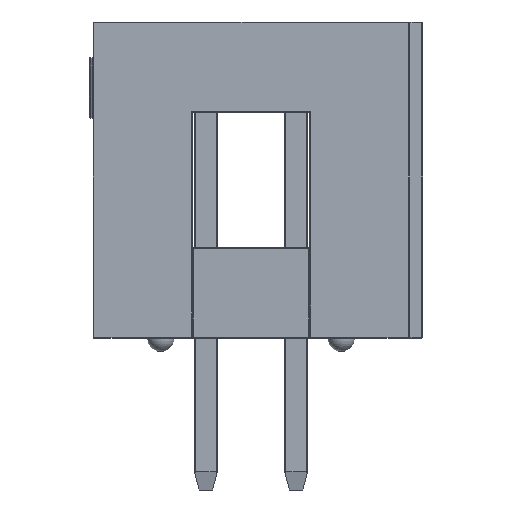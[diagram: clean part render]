
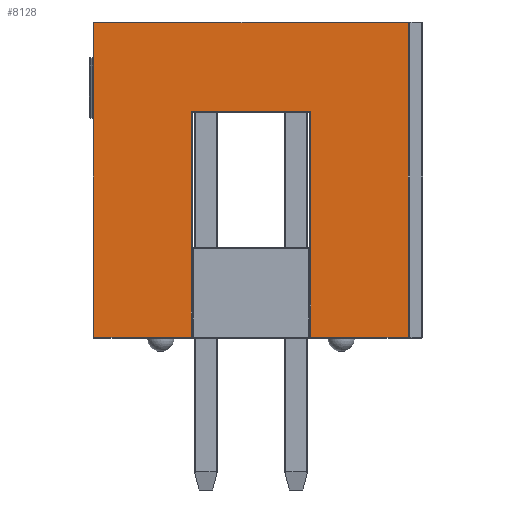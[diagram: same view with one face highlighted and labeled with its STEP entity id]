
A CAD part, left-side view. The second image highlights one B-rep face of the part: STEP entity #8128.
In plain terms, the highlighted planar face has unit normal (-1, 0, 0).
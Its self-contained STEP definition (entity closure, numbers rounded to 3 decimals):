
#602=CIRCLE('',#8773,0.051);
#744=PLANE('',#8935);
#1152=FACE_OUTER_BOUND('',#1655,.T.);
#1655=EDGE_LOOP('',(#6540,#6541,#6542,#6543,#6544,#6545,#6546,#6547,#6548));
#2027=LINE('',#12235,#2788);
#2044=LINE('',#12451,#2805);
#2048=LINE('',#12475,#2809);
#2079=LINE('',#12627,#2840);
#2081=LINE('',#12630,#2842);
#2086=LINE('',#12638,#2847);
#2089=LINE('',#12642,#2850);
#2141=LINE('',#12720,#2902);
#2788=VECTOR('',#9784,10.);
#2805=VECTOR('',#9933,10.);
#2809=VECTOR('',#9961,10.);
#2840=VECTOR('',#10142,10.);
#2842=VECTOR('',#10146,10.);
#2847=VECTOR('',#10157,10.);
#2850=VECTOR('',#10162,10.);
#2902=VECTOR('',#10266,10.);
#3633=VERTEX_POINT('',#11895);
#3670=VERTEX_POINT('',#12102);
#3689=VERTEX_POINT('',#12234);
#3734=VERTEX_POINT('',#12444);
#3743=VERTEX_POINT('',#12469);
#3744=VERTEX_POINT('',#12471);
#3769=VERTEX_POINT('',#12543);
#3770=VERTEX_POINT('',#12547);
#3783=VERTEX_POINT('',#12591);
#4498=EDGE_CURVE('',#3633,#3689,#2027,.T.);
#4563=EDGE_CURVE('',#3734,#3670,#2044,.T.);
#4573=EDGE_CURVE('',#3743,#3744,#602,.T.);
#4575=EDGE_CURVE('',#3689,#3743,#2048,.T.);
#4652=EDGE_CURVE('',#3770,#3783,#2079,.T.);
#4654=EDGE_CURVE('',#3783,#3769,#2081,.T.);
#4659=EDGE_CURVE('',#3744,#3770,#2086,.T.);
#4662=EDGE_CURVE('',#3769,#3734,#2089,.T.);
#4714=EDGE_CURVE('',#3670,#3633,#2141,.T.);
#6540=ORIENTED_EDGE('',*,*,#4652,.F.);
#6541=ORIENTED_EDGE('',*,*,#4659,.F.);
#6542=ORIENTED_EDGE('',*,*,#4573,.F.);
#6543=ORIENTED_EDGE('',*,*,#4575,.F.);
#6544=ORIENTED_EDGE('',*,*,#4498,.F.);
#6545=ORIENTED_EDGE('',*,*,#4714,.F.);
#6546=ORIENTED_EDGE('',*,*,#4563,.F.);
#6547=ORIENTED_EDGE('',*,*,#4662,.F.);
#6548=ORIENTED_EDGE('',*,*,#4654,.F.);
#8128=ADVANCED_FACE('',(#1152),#744,.T.);
#8773=AXIS2_PLACEMENT_3D('',#12472,#9955,#9956);
#8935=AXIS2_PLACEMENT_3D('',#13006,#10515,#10516);
#9784=DIRECTION('',(0.,0.,1.));
#9933=DIRECTION('',(0.,0.,-1.));
#9955=DIRECTION('center_axis',(-1.,0.,0.));
#9956=DIRECTION('ref_axis',(0.,0.707,0.707));
#9961=DIRECTION('',(0.,1.,0.));
#10142=DIRECTION('',(0.,1.,0.));
#10146=DIRECTION('',(0.,0.,1.));
#10157=DIRECTION('',(0.,0.,-1.));
#10162=DIRECTION('',(0.,-1.,0.));
#10266=DIRECTION('',(0.,1.,0.));
#10515=DIRECTION('center_axis',(-1.,0.,0.));
#10516=DIRECTION('ref_axis',(0.,-1.,0.));
#11895=CARTESIAN_POINT('',(-15.875,-1.676,0.025));
#12102=CARTESIAN_POINT('',(-15.875,-4.42,0.025));
#12234=CARTESIAN_POINT('',(-15.875,-1.676,6.375));
#12235=CARTESIAN_POINT('',(-15.875,-1.676,3.175));
#12444=CARTESIAN_POINT('',(-15.875,-4.42,8.865));
#12451=CARTESIAN_POINT('',(-15.875,-4.42,0.));
#12469=CARTESIAN_POINT('',(-15.875,1.626,6.375));
#12471=CARTESIAN_POINT('',(-15.875,1.676,6.325));
#12472=CARTESIAN_POINT('Origin',(-15.875,1.626,6.325));
#12475=CARTESIAN_POINT('',(-15.875,3.048,6.375));
#12543=CARTESIAN_POINT('',(-15.875,4.42,8.865));
#12547=CARTESIAN_POINT('',(-15.875,1.676,0.025));
#12591=CARTESIAN_POINT('',(-15.875,4.42,0.025));
#12627=CARTESIAN_POINT('',(-15.875,2.223,0.025));
#12630=CARTESIAN_POINT('',(-15.875,4.42,0.));
#12638=CARTESIAN_POINT('',(-15.875,1.676,0.));
#12642=CARTESIAN_POINT('',(-15.875,2.223,8.865));
#12720=CARTESIAN_POINT('',(-15.875,2.223,0.025));
#13006=CARTESIAN_POINT('Origin',(-15.875,4.445,0.));
